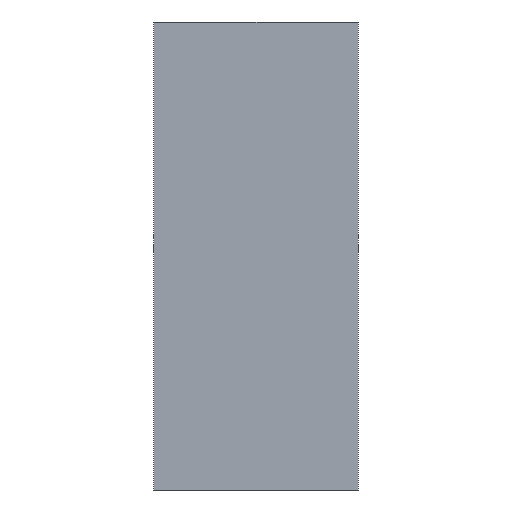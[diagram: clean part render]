
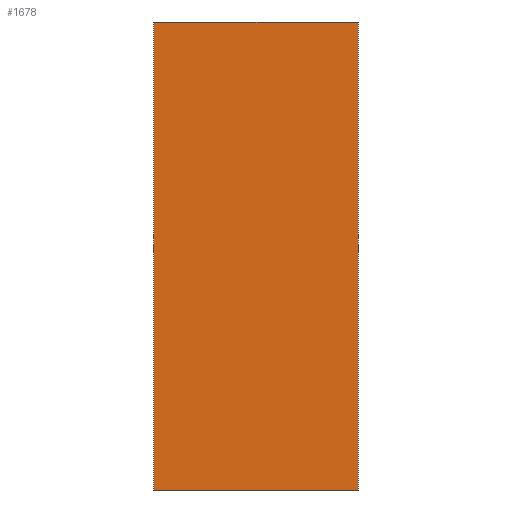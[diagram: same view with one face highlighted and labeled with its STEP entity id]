
A CAD part, left-side view. The second image highlights one B-rep face of the part: STEP entity #1678.
In plain terms, the highlighted planar face has unit normal (-1, 0, 0).
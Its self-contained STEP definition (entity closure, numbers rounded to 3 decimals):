
#9 = ORIENTED_EDGE ( 'NONE', *, *, #2222, .T. ) ;
#71 = CARTESIAN_POINT ( 'NONE',  ( 0., 0.7, 0. ) ) ;
#99 = VECTOR ( 'NONE', #1015, 1000. ) ;
#105 = EDGE_CURVE ( 'NONE', #2035, #114, #1114, .T. ) ;
#114 = VERTEX_POINT ( 'NONE', #259 ) ;
#131 = VECTOR ( 'NONE', #383, 1000. ) ;
#163 = EDGE_LOOP ( 'NONE', ( #1945, #1421, #1223, #9 ) ) ;
#259 = CARTESIAN_POINT ( 'NONE',  ( 0., 0., 0. ) ) ;
#318 = DIRECTION ( 'NONE',  ( 1., 0., 0. ) ) ;
#383 = DIRECTION ( 'NONE',  ( 0., -1., 0. ) ) ;
#476 = VECTOR ( 'NONE', #2211, 1000. ) ;
#508 = LINE ( 'NONE', #683, #1534 ) ;
#595 = CARTESIAN_POINT ( 'NONE',  ( 0., 0.7, 0. ) ) ;
#609 = EDGE_CURVE ( 'NONE', #1255, #1709, #508, .T. ) ;
#683 = CARTESIAN_POINT ( 'NONE',  ( 0., 0.7, 0. ) ) ;
#882 = CARTESIAN_POINT ( 'NONE',  ( 0., 0., 0. ) ) ;
#1009 = CARTESIAN_POINT ( 'NONE',  ( 0., 0., -1.6 ) ) ;
#1015 = DIRECTION ( 'NONE',  ( 0., -1., 0. ) ) ;
#1033 = CARTESIAN_POINT ( 'NONE',  ( 0., 0.7, -1.6 ) ) ;
#1114 = LINE ( 'NONE', #882, #476 ) ;
#1133 = EDGE_CURVE ( 'NONE', #1709, #114, #1216, .T. ) ;
#1216 = LINE ( 'NONE', #595, #99 ) ;
#1223 = ORIENTED_EDGE ( 'NONE', *, *, #609, .F. ) ;
#1255 = VERTEX_POINT ( 'NONE', #1033 ) ;
#1405 = DIRECTION ( 'NONE',  ( 0., 0., -1. ) ) ;
#1421 = ORIENTED_EDGE ( 'NONE', *, *, #1133, .F. ) ;
#1429 = FACE_OUTER_BOUND ( 'NONE', #163, .T. ) ;
#1496 = CARTESIAN_POINT ( 'NONE',  ( 0., 0.7, -1.6 ) ) ;
#1534 = VECTOR ( 'NONE', #2809, 1000. ) ;
#1570 = PLANE ( 'NONE',  #2240 ) ;
#1678 = ADVANCED_FACE ( 'NONE', ( #1429 ), #1570, .F. ) ;
#1709 = VERTEX_POINT ( 'NONE', #2296 ) ;
#1945 = ORIENTED_EDGE ( 'NONE', *, *, #105, .T. ) ;
#2035 = VERTEX_POINT ( 'NONE', #1009 ) ;
#2211 = DIRECTION ( 'NONE',  ( 0., 0., 1. ) ) ;
#2222 = EDGE_CURVE ( 'NONE', #1255, #2035, #2242, .T. ) ;
#2240 = AXIS2_PLACEMENT_3D ( 'NONE', #71, #318, #1405 ) ;
#2242 = LINE ( 'NONE', #1496, #131 ) ;
#2296 = CARTESIAN_POINT ( 'NONE',  ( 0., 0.7, 0. ) ) ;
#2809 = DIRECTION ( 'NONE',  ( 0., 0., 1. ) ) ;
